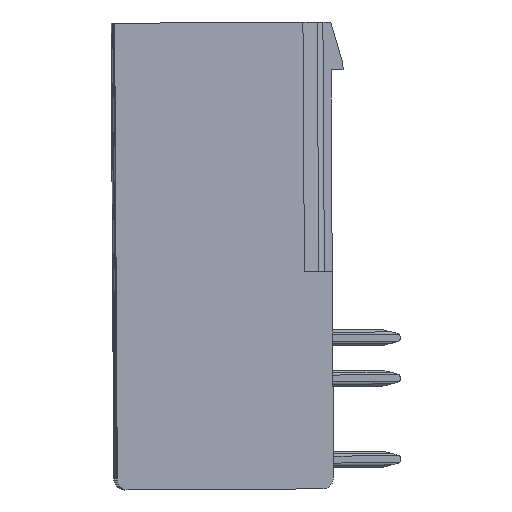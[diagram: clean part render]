
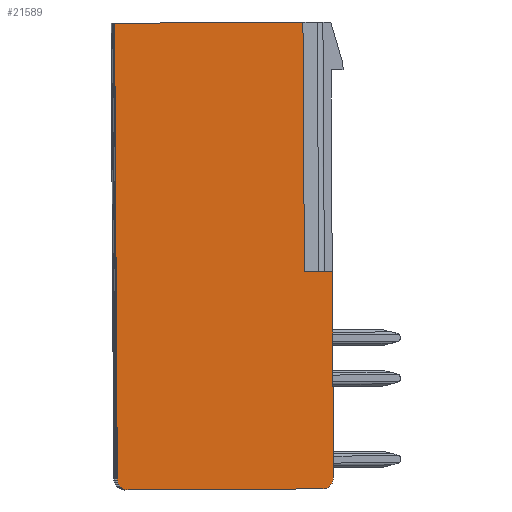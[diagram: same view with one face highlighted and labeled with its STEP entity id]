
A CAD part, left-side view. The second image highlights one B-rep face of the part: STEP entity #21589.
In plain terms, the highlighted face is planar.
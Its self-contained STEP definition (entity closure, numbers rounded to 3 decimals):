
#1794=LINE('',#31101,#3697);
#1797=LINE('',#31112,#3700);
#2140=LINE('',#32152,#4043);
#2141=LINE('',#32154,#4044);
#2142=LINE('',#32156,#4045);
#2143=LINE('',#32157,#4046);
#3697=VECTOR('',#26150,1000.);
#3700=VECTOR('',#26161,1000.);
#4043=VECTOR('',#26896,1000.);
#4044=VECTOR('',#26897,1000.);
#4045=VECTOR('',#26898,1000.);
#4046=VECTOR('',#26899,1000.);
#8329=ORIENTED_EDGE('',*,*,#11016,.T.);
#8330=ORIENTED_EDGE('',*,*,#11017,.F.);
#8331=ORIENTED_EDGE('',*,*,#11018,.T.);
#8332=ORIENTED_EDGE('',*,*,#10583,.T.);
#8333=ORIENTED_EDGE('',*,*,#10582,.T.);
#8334=ORIENTED_EDGE('',*,*,#11019,.F.);
#8335=ORIENTED_EDGE('',*,*,#10570,.T.);
#8336=ORIENTED_EDGE('',*,*,#10578,.F.);
#10570=EDGE_CURVE('',#12307,#12306,#12909,.T.);
#10578=EDGE_CURVE('',#12312,#12306,#1794,.T.);
#10582=EDGE_CURVE('',#12314,#12316,#12912,.T.);
#10583=EDGE_CURVE('',#12317,#12314,#1797,.T.);
#11016=EDGE_CURVE('',#12312,#12621,#2140,.T.);
#11017=EDGE_CURVE('',#12622,#12621,#2141,.T.);
#11018=EDGE_CURVE('',#12622,#12317,#2142,.T.);
#11019=EDGE_CURVE('',#12307,#12316,#2143,.T.);
#12306=VERTEX_POINT('',#31085);
#12307=VERTEX_POINT('',#31087);
#12312=VERTEX_POINT('',#31100);
#12314=VERTEX_POINT('',#31105);
#12316=VERTEX_POINT('',#31109);
#12317=VERTEX_POINT('',#31113);
#12621=VERTEX_POINT('',#32153);
#12622=VERTEX_POINT('',#32155);
#12909=CIRCLE('',#22593,0.7);
#12912=CIRCLE('',#22598,0.7);
#13707=EDGE_LOOP('',(#8329,#8330,#8331,#8332,#8333,#8334,#8335,#8336));
#14514=FACE_BOUND('',#13707,.T.);
#15153=PLANE('',#22795);
#21589=ADVANCED_FACE('',(#14514),#15153,.F.);
#22593=AXIS2_PLACEMENT_3D('',#31086,#26138,#26139);
#22598=AXIS2_PLACEMENT_3D('',#31110,#26157,#26158);
#22795=AXIS2_PLACEMENT_3D('',#32151,#26894,#26895);
#26138=DIRECTION('',(0.,0.,1.));
#26139=DIRECTION('',(1.,0.,0.));
#26150=DIRECTION('',(-1.,0.,0.));
#26157=DIRECTION('',(0.,0.,1.));
#26158=DIRECTION('',(1.,0.,0.));
#26161=DIRECTION('',(-1.,0.,0.));
#26894=DIRECTION('',(0.,0.,-1.));
#26895=DIRECTION('',(-1.,0.,0.));
#26896=DIRECTION('',(0.,1.,0.));
#26897=DIRECTION('',(-1.,0.,0.));
#26898=DIRECTION('',(0.,1.,0.));
#26899=DIRECTION('',(0.,1.,0.));
#31085=CARTESIAN_POINT('',(52.3,27.4,57.48));
#31086=CARTESIAN_POINT('',(52.3,28.1,57.48));
#31087=CARTESIAN_POINT('',(51.6,28.1,57.48));
#31100=CARTESIAN_POINT('',(65.2,27.4,57.48));
#31101=CARTESIAN_POINT('',(80.694,27.4,57.48));
#31105=CARTESIAN_POINT('',(52.3,40.95,57.48));
#31109=CARTESIAN_POINT('',(51.6,40.25,57.48));
#31110=CARTESIAN_POINT('',(52.3,40.25,57.48));
#31112=CARTESIAN_POINT('',(80.694,40.95,57.48));
#31113=CARTESIAN_POINT('',(80.85,40.95,57.48));
#32151=CARTESIAN_POINT('',(56.35,27.39,57.48));
#32152=CARTESIAN_POINT('',(65.2,27.39,57.48));
#32153=CARTESIAN_POINT('',(65.2,29.15,57.48));
#32154=CARTESIAN_POINT('',(80.694,29.15,57.48));
#32155=CARTESIAN_POINT('',(80.85,29.15,57.48));
#32156=CARTESIAN_POINT('',(80.85,27.39,57.48));
#32157=CARTESIAN_POINT('',(51.6,27.39,57.48));
